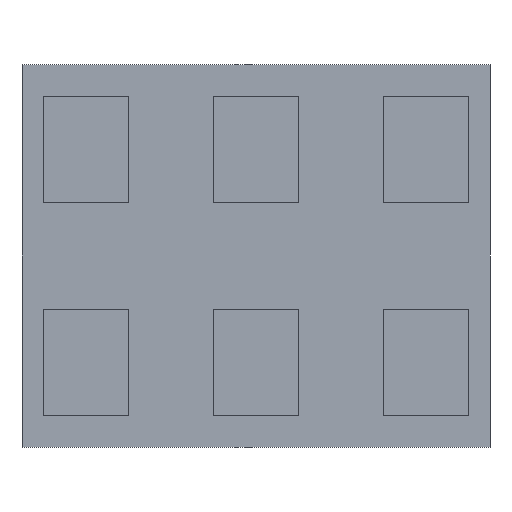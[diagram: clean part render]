
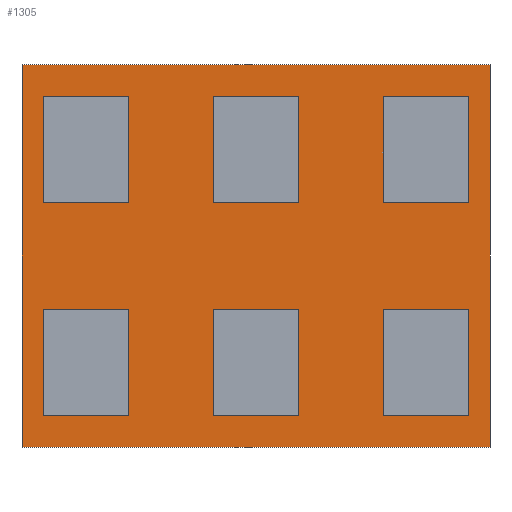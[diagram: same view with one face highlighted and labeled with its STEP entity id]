
A CAD part, front view. The second image highlights one B-rep face of the part: STEP entity #1305.
In plain terms, the highlighted planar face has unit normal (0, -1, 0).
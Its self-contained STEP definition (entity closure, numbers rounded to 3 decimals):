
#1148 = CARTESIAN_POINT ( 'NONE',  ( -0.55, 0.05, -0.45 ) ) ;
#1149 = VERTEX_POINT ( 'NONE', #1148 ) ;
#1150 = CARTESIAN_POINT ( 'NONE',  ( -0.55, 0.05, 0.45 ) ) ;
#1151 = VERTEX_POINT ( 'NONE', #1150 ) ;
#1152 = CARTESIAN_POINT ( 'NONE',  ( -0.55, 0.05, 0.45 ) ) ;
#1153 = DIRECTION ( 'NONE',  ( 0., 0., 1. ) ) ;
#1154 = VECTOR ( 'NONE', #1153, 1000. ) ;
#1155 = LINE ( 'NONE', #1152, #1154 ) ;
#1156 = EDGE_CURVE ( 'NONE', #1149, #1151, #1155, .T. ) ;
#1188 = CARTESIAN_POINT ( 'NONE',  ( 0.55, 0.05, 0.45 ) ) ;
#1189 = VERTEX_POINT ( 'NONE', #1188 ) ;
#1190 = CARTESIAN_POINT ( 'NONE',  ( 0.55, 0.05, 0.45 ) ) ;
#1191 = DIRECTION ( 'NONE',  ( 1., 0., 0. ) ) ;
#1192 = VECTOR ( 'NONE', #1191, 1000. ) ;
#1193 = LINE ( 'NONE', #1190, #1192 ) ;
#1194 = EDGE_CURVE ( 'NONE', #1151, #1189, #1193, .T. ) ;
#1219 = CARTESIAN_POINT ( 'NONE',  ( 0.55, 0.05, -0.45 ) ) ;
#1220 = VERTEX_POINT ( 'NONE', #1219 ) ;
#1221 = CARTESIAN_POINT ( 'NONE',  ( 0.55, 0.05, 0.45 ) ) ;
#1222 = DIRECTION ( 'NONE',  ( 0., 0., -1. ) ) ;
#1223 = VECTOR ( 'NONE', #1222, 1000. ) ;
#1224 = LINE ( 'NONE', #1221, #1223 ) ;
#1225 = EDGE_CURVE ( 'NONE', #1189, #1220, #1224, .T. ) ;
#1250 = CARTESIAN_POINT ( 'NONE',  ( 0.55, 0.05, -0.45 ) ) ;
#1251 = DIRECTION ( 'NONE',  ( -1., 0., 0. ) ) ;
#1252 = VECTOR ( 'NONE', #1251, 1000. ) ;
#1253 = LINE ( 'NONE', #1250, #1252 ) ;
#1254 = EDGE_CURVE ( 'NONE', #1220, #1149, #1253, .T. ) ;
#1294 = ORIENTED_EDGE ( 'NONE', *, *, #1156, .F. ) ;
#1295 = ORIENTED_EDGE ( 'NONE', *, *, #1254, .F. ) ;
#1296 = ORIENTED_EDGE ( 'NONE', *, *, #1225, .F. ) ;
#1297 = ORIENTED_EDGE ( 'NONE', *, *, #1194, .F. ) ;
#1298 = EDGE_LOOP ( 'NONE', ( #1294, #1295, #1296, #1297 ) ) ;
#1299 = FACE_OUTER_BOUND ( 'NONE', #1298, .T. ) ;
#1300 = CARTESIAN_POINT ( 'NONE',  ( 0., 0.05, 0. ) ) ;
#1301 = DIRECTION ( 'NONE',  ( 0., 1., 0. ) ) ;
#1302 = DIRECTION ( 'NONE',  ( 0., 0., 1. ) ) ;
#1303 = AXIS2_PLACEMENT_3D ( 'NONE', #1300, #1301, #1302 ) ;
#1304 = PLANE ( 'NONE', #1303 ) ;
#1305 = ADVANCED_FACE ( 'NONE', ( #1299 ), #1304, .F. ) ;
